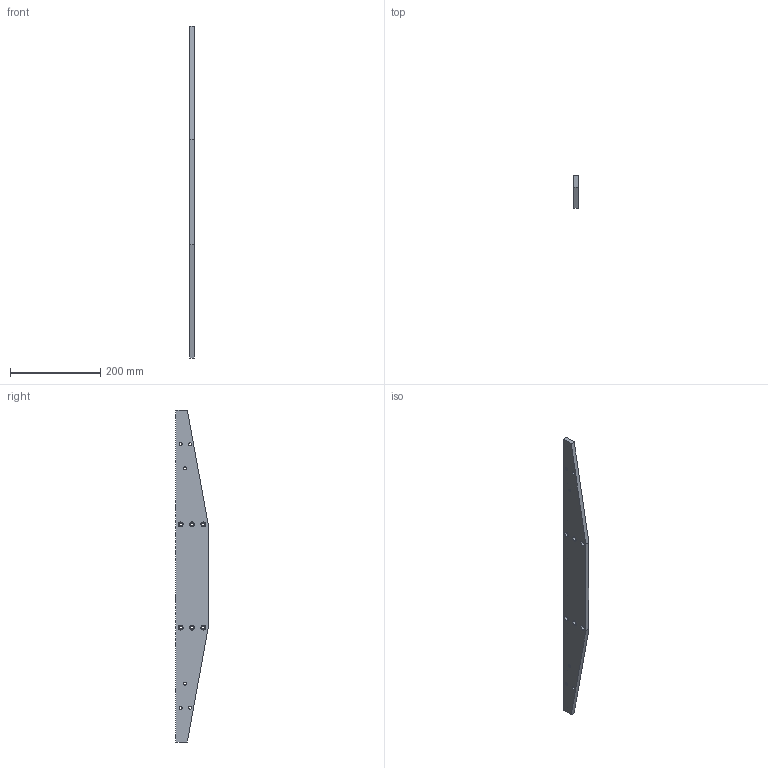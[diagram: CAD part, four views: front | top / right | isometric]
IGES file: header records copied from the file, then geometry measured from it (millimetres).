
Start section: SolidWorks IGES file using analytic representation for surfaces
Global section: file name: D1002696-v1  aLIGO ETM TELESCOPE BRIDGE SUPPORT TEE PLATE_Front.IGS; native system: SolidWorks 2010; preprocessor: SolidWorks 2010; author: cconley; date: 110118.163529; units: inch
Bounding box: 9.53 x 71.42 x 736.6 mm (x, y, z)
Surface area: 101373.2 mm2 (no closed solid volume)
Topology: 0 solids, 0 shells, 122 faces, 2356 edges, 2340 vertices
Faces by surface type: revolution 100, bspline 22
